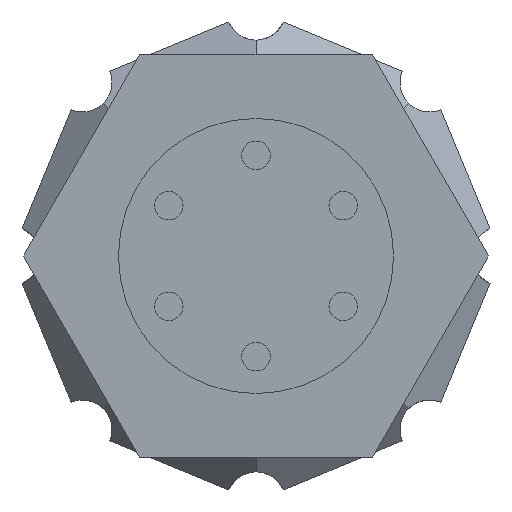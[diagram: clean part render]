
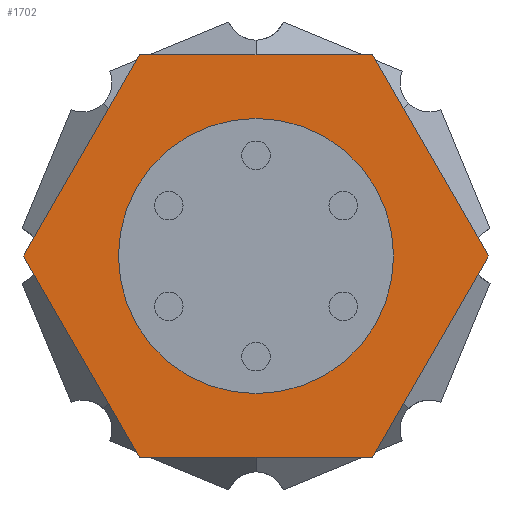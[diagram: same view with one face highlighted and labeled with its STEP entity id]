
A CAD part, front view. The second image highlights one B-rep face of the part: STEP entity #1702.
In plain terms, the highlighted planar face has unit normal (0, -1, 0).
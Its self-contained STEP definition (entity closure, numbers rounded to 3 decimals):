
#3 = VECTOR ( 'NONE', #1974, 1000. ) ;
#12 = CARTESIAN_POINT ( 'NONE',  ( 0., -12., 0. ) ) ;
#255 = ORIENTED_EDGE ( 'NONE', *, *, #2837, .F. ) ;
#262 = CARTESIAN_POINT ( 'NONE',  ( 0., -12., -8.2 ) ) ;
#304 = ORIENTED_EDGE ( 'NONE', *, *, #1445, .T. ) ;
#333 = CARTESIAN_POINT ( 'NONE',  ( -6.928, -12., 12. ) ) ;
#357 = CARTESIAN_POINT ( 'NONE',  ( -13.856, -12., 0. ) ) ;
#398 = CARTESIAN_POINT ( 'NONE',  ( 13.856, -12., 0. ) ) ;
#405 = DIRECTION ( 'NONE',  ( 0., 0., -1. ) ) ;
#422 = DIRECTION ( 'NONE',  ( 0., 0., -1. ) ) ;
#502 = FACE_OUTER_BOUND ( 'NONE', #2371, .T. ) ;
#567 = LINE ( 'NONE', #2405, #2474 ) ;
#666 = ORIENTED_EDGE ( 'NONE', *, *, #4115, .T. ) ;
#756 = DIRECTION ( 'NONE',  ( 0.5, 0., -0.866 ) ) ;
#785 = ORIENTED_EDGE ( 'NONE', *, *, #2868, .T. ) ;
#942 = LINE ( 'NONE', #1687, #1893 ) ;
#952 = AXIS2_PLACEMENT_3D ( 'NONE', #2652, #2660, #422 ) ;
#1063 = VERTEX_POINT ( 'NONE', #4037 ) ;
#1077 = VERTEX_POINT ( 'NONE', #262 ) ;
#1137 = CARTESIAN_POINT ( 'NONE',  ( -6.928, -12., -12. ) ) ;
#1160 = VERTEX_POINT ( 'NONE', #3793 ) ;
#1165 = VERTEX_POINT ( 'NONE', #4088 ) ;
#1219 = VERTEX_POINT ( 'NONE', #1137 ) ;
#1226 = EDGE_CURVE ( 'NONE', #1165, #1219, #1710, .T. ) ;
#1231 = DIRECTION ( 'NONE',  ( 0., -1., 0. ) ) ;
#1241 = VERTEX_POINT ( 'NONE', #3235 ) ;
#1258 = VERTEX_POINT ( 'NONE', #398 ) ;
#1445 = EDGE_CURVE ( 'NONE', #1241, #1258, #567, .T. ) ;
#1497 = AXIS2_PLACEMENT_3D ( 'NONE', #3274, #1231, #3580 ) ;
#1641 = LINE ( 'NONE', #3883, #3922 ) ;
#1687 = CARTESIAN_POINT ( 'NONE',  ( 6.928, -12., 12. ) ) ;
#1702 = ADVANCED_FACE ( 'NONE', ( #3954, #502 ), #1998, .T. ) ;
#1710 = LINE ( 'NONE', #357, #2010 ) ;
#1711 = EDGE_CURVE ( 'NONE', #1063, #1077, #2232, .T. ) ;
#1763 = VECTOR ( 'NONE', #2592, 1000. ) ;
#1835 = VERTEX_POINT ( 'NONE', #3327 ) ;
#1893 = VECTOR ( 'NONE', #3944, 1000. ) ;
#1974 = DIRECTION ( 'NONE',  ( 1., 0., 0. ) ) ;
#1998 = PLANE ( 'NONE',  #952 ) ;
#2010 = VECTOR ( 'NONE', #756, 1000. ) ;
#2107 = LINE ( 'NONE', #3252, #3 ) ;
#2232 = CIRCLE ( 'NONE', #1497, 8.2 ) ;
#2288 = AXIS2_PLACEMENT_3D ( 'NONE', #12, #2648, #405 ) ;
#2358 = ORIENTED_EDGE ( 'NONE', *, *, #3518, .T. ) ;
#2371 = EDGE_LOOP ( 'NONE', ( #666, #4252, #3170, #785, #304, #2358 ) ) ;
#2378 = DIRECTION ( 'NONE',  ( -0.5, 0., 0.866 ) ) ;
#2405 = CARTESIAN_POINT ( 'NONE',  ( 6.928, -12., -12. ) ) ;
#2474 = VECTOR ( 'NONE', #3003, 1000. ) ;
#2592 = DIRECTION ( 'NONE',  ( -0.5, 0., -0.866 ) ) ;
#2648 = DIRECTION ( 'NONE',  ( 0., -1., 0. ) ) ;
#2652 = CARTESIAN_POINT ( 'NONE',  ( 0., -12., 0. ) ) ;
#2660 = DIRECTION ( 'NONE',  ( 0., -1., 0. ) ) ;
#2837 = EDGE_CURVE ( 'NONE', #1077, #1063, #3034, .T. ) ;
#2868 = EDGE_CURVE ( 'NONE', #1219, #1241, #2107, .T. ) ;
#3003 = DIRECTION ( 'NONE',  ( 0.5, 0., 0.866 ) ) ;
#3034 = CIRCLE ( 'NONE', #2288, 8.2 ) ;
#3057 = EDGE_LOOP ( 'NONE', ( #255, #3859 ) ) ;
#3170 = ORIENTED_EDGE ( 'NONE', *, *, #1226, .T. ) ;
#3235 = CARTESIAN_POINT ( 'NONE',  ( 6.928, -12., -12. ) ) ;
#3252 = CARTESIAN_POINT ( 'NONE',  ( -6.928, -12., -12. ) ) ;
#3274 = CARTESIAN_POINT ( 'NONE',  ( 0., -12., 0. ) ) ;
#3327 = CARTESIAN_POINT ( 'NONE',  ( -6.928, -12., 12. ) ) ;
#3518 = EDGE_CURVE ( 'NONE', #1258, #1160, #1641, .T. ) ;
#3580 = DIRECTION ( 'NONE',  ( 0., 0., -1. ) ) ;
#3793 = CARTESIAN_POINT ( 'NONE',  ( 6.928, -12., 12. ) ) ;
#3802 = EDGE_CURVE ( 'NONE', #1835, #1165, #4281, .T. ) ;
#3859 = ORIENTED_EDGE ( 'NONE', *, *, #1711, .F. ) ;
#3883 = CARTESIAN_POINT ( 'NONE',  ( 13.856, -12., 0. ) ) ;
#3922 = VECTOR ( 'NONE', #2378, 1000. ) ;
#3944 = DIRECTION ( 'NONE',  ( -1., 0., 0. ) ) ;
#3954 = FACE_BOUND ( 'NONE', #3057, .T. ) ;
#4037 = CARTESIAN_POINT ( 'NONE',  ( 0., -12., 8.2 ) ) ;
#4088 = CARTESIAN_POINT ( 'NONE',  ( -13.856, -12., 0. ) ) ;
#4115 = EDGE_CURVE ( 'NONE', #1160, #1835, #942, .T. ) ;
#4252 = ORIENTED_EDGE ( 'NONE', *, *, #3802, .T. ) ;
#4281 = LINE ( 'NONE', #333, #1763 ) ;
